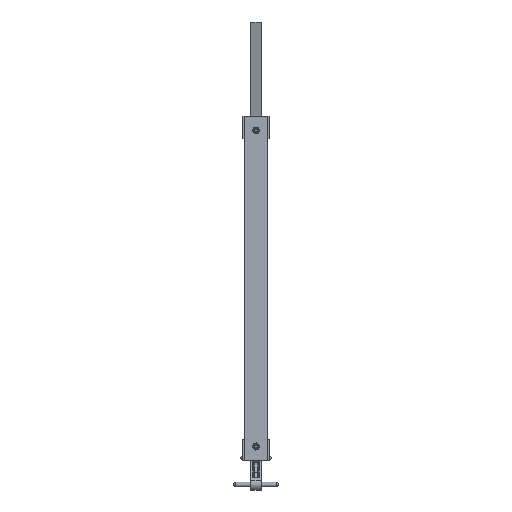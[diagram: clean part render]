
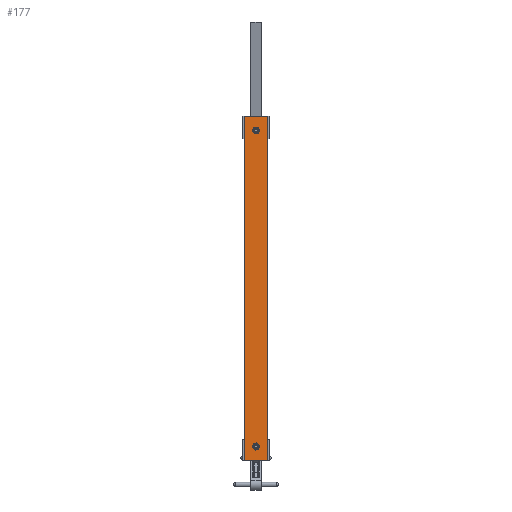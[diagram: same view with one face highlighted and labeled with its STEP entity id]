
A CAD part, front view. The second image highlights one B-rep face of the part: STEP entity #177.
In plain terms, the highlighted planar face has unit normal (0, -1, 0).
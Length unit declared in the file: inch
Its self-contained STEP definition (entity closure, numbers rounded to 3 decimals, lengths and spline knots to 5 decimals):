
#177 = ADVANCED_FACE ( 'NONE', ( #11578, #11575, #11582 ), #35379, .F. ) ;
#8772 = AXIS2_PLACEMENT_3D ( 'NONE', #35383, #19898, #19900 ) ;
#9480 = ORIENTED_EDGE ( 'NONE', *, *, #39163, .T. ) ;
#9482 = ORIENTED_EDGE ( 'NONE', *, *, #39117, .T. ) ;
#9484 = ORIENTED_EDGE ( 'NONE', *, *, #39164, .T. ) ;
#9486 = ORIENTED_EDGE ( 'NONE', *, *, #39129, .T. ) ;
#9488 = ORIENTED_EDGE ( 'NONE', *, *, #39162, .T. ) ;
#9491 = ORIENTED_EDGE ( 'NONE', *, *, #39134, .F. ) ;
#9493 = ORIENTED_EDGE ( 'NONE', *, *, #39160, .F. ) ;
#9495 = ORIENTED_EDGE ( 'NONE', *, *, #39165, .T. ) ;
#11575 = FACE_BOUND ( 'NONE', #43743, .T. ) ;
#11578 = FACE_BOUND ( 'NONE', #43737, .T. ) ;
#11582 = FACE_OUTER_BOUND ( 'NONE', #43744, .T. ) ;
#16783 = AXIS2_PLACEMENT_3D ( 'NONE', #22070, #22074, #22075 ) ;
#16786 = AXIS2_PLACEMENT_3D ( 'NONE', #22046, #22047, #22048 ) ;
#16787 = AXIS2_PLACEMENT_3D ( 'NONE', #22142, #22148, #22149 ) ;
#16791 = AXIS2_PLACEMENT_3D ( 'NONE', #22144, #22146, #22147 ) ;
#19447 = CARTESIAN_POINT ( 'NONE',  ( 0., 0., -11.15625 ) ) ;
#19448 = CARTESIAN_POINT ( 'NONE',  ( 0., 0., -10.84375 ) ) ;
#19451 = CARTESIAN_POINT ( 'NONE',  ( 0., 0., 10.84375 ) ) ;
#19452 = CARTESIAN_POINT ( 'NONE',  ( 0., 0., 11.15625 ) ) ;
#19455 = CARTESIAN_POINT ( 'NONE',  ( 0.8125, 0., -12. ) ) ;
#19458 = CARTESIAN_POINT ( 'NONE',  ( 0.8125, 0., 12. ) ) ;
#19475 = CARTESIAN_POINT ( 'NONE',  ( -0.8125, 0., -12. ) ) ;
#19476 = CARTESIAN_POINT ( 'NONE',  ( -0.8125, 0., 12. ) ) ;
#19898 = DIRECTION ( 'NONE',  ( 0., 1., 0. ) ) ;
#19900 = DIRECTION ( 'NONE',  ( 0., 0., 1. ) ) ;
#22046 = CARTESIAN_POINT ( 'NONE',  ( 0., 0., -11. ) ) ;
#22047 = DIRECTION ( 'NONE',  ( 0., 1., 0. ) ) ;
#22048 = DIRECTION ( 'NONE',  ( 0., 0., 1. ) ) ;
#22070 = CARTESIAN_POINT ( 'NONE',  ( 0., 0., 11. ) ) ;
#22074 = DIRECTION ( 'NONE',  ( 0., 1., 0. ) ) ;
#22075 = DIRECTION ( 'NONE',  ( 0., 0., 1. ) ) ;
#22082 = CARTESIAN_POINT ( 'NONE',  ( 0.8125, 0., 12. ) ) ;
#22085 = DIRECTION ( 'NONE',  ( 0., 0., -1. ) ) ;
#22133 = CARTESIAN_POINT ( 'NONE',  ( 0., 0., -12. ) ) ;
#22138 = CARTESIAN_POINT ( 'NONE',  ( 0., 0., 12. ) ) ;
#22139 = DIRECTION ( 'NONE',  ( 1., 0., 0. ) ) ;
#22142 = CARTESIAN_POINT ( 'NONE',  ( 0., 0., 11. ) ) ;
#22143 = DIRECTION ( 'NONE',  ( 1., 0., 0. ) ) ;
#22144 = CARTESIAN_POINT ( 'NONE',  ( 0., 0., -11. ) ) ;
#22146 = DIRECTION ( 'NONE',  ( 0., 1., 0. ) ) ;
#22147 = DIRECTION ( 'NONE',  ( 0., 0., 1. ) ) ;
#22148 = DIRECTION ( 'NONE',  ( 0., 1., 0. ) ) ;
#22149 = DIRECTION ( 'NONE',  ( 0., 0., 1. ) ) ;
#22150 = CARTESIAN_POINT ( 'NONE',  ( -0.8125, 0., 12. ) ) ;
#22151 = DIRECTION ( 'NONE',  ( 0., 0., -1. ) ) ;
#22599 = CIRCLE ( 'NONE', #16786, 0.15625 ) ;
#22620 = LINE ( 'NONE', #22082, #22634 ) ;
#22627 = CIRCLE ( 'NONE', #16783, 0.15625 ) ;
#22634 = VECTOR ( 'NONE', #22085, 39.37008 ) ;
#22680 = LINE ( 'NONE', #22138, #22681 ) ;
#22681 = VECTOR ( 'NONE', #22139, 39.37008 ) ;
#22683 = LINE ( 'NONE', #22133, #22687 ) ;
#22687 = VECTOR ( 'NONE', #22143, 39.37008 ) ;
#22689 = LINE ( 'NONE', #22150, #22690 ) ;
#22690 = VECTOR ( 'NONE', #22151, 39.37008 ) ;
#22691 = CIRCLE ( 'NONE', #16791, 0.15625 ) ;
#22693 = CIRCLE ( 'NONE', #16787, 0.15625 ) ;
#35379 = PLANE ( 'NONE',  #8772 ) ;
#35383 = CARTESIAN_POINT ( 'NONE',  ( 0., 0., 12. ) ) ;
#37997 = VERTEX_POINT ( 'NONE', #19447 ) ;
#37998 = VERTEX_POINT ( 'NONE', #19448 ) ;
#38001 = VERTEX_POINT ( 'NONE', #19451 ) ;
#38002 = VERTEX_POINT ( 'NONE', #19452 ) ;
#38005 = VERTEX_POINT ( 'NONE', #19455 ) ;
#38008 = VERTEX_POINT ( 'NONE', #19458 ) ;
#38025 = VERTEX_POINT ( 'NONE', #19475 ) ;
#38026 = VERTEX_POINT ( 'NONE', #19476 ) ;
#39117 = EDGE_CURVE ( 'NONE', #37997, #37998, #22599, .T. ) ;
#39129 = EDGE_CURVE ( 'NONE', #38001, #38002, #22627, .T. ) ;
#39134 = EDGE_CURVE ( 'NONE', #38008, #38005, #22620, .T. ) ;
#39160 = EDGE_CURVE ( 'NONE', #38026, #38008, #22680, .T. ) ;
#39162 = EDGE_CURVE ( 'NONE', #38025, #38005, #22683, .T. ) ;
#39163 = EDGE_CURVE ( 'NONE', #37998, #37997, #22691, .T. ) ;
#39164 = EDGE_CURVE ( 'NONE', #38002, #38001, #22693, .T. ) ;
#39165 = EDGE_CURVE ( 'NONE', #38026, #38025, #22689, .T. ) ;
#43737 = EDGE_LOOP ( 'NONE', ( #9480, #9482 ) ) ;
#43743 = EDGE_LOOP ( 'NONE', ( #9484, #9486 ) ) ;
#43744 = EDGE_LOOP ( 'NONE', ( #9488, #9491, #9493, #9495 ) ) ;
